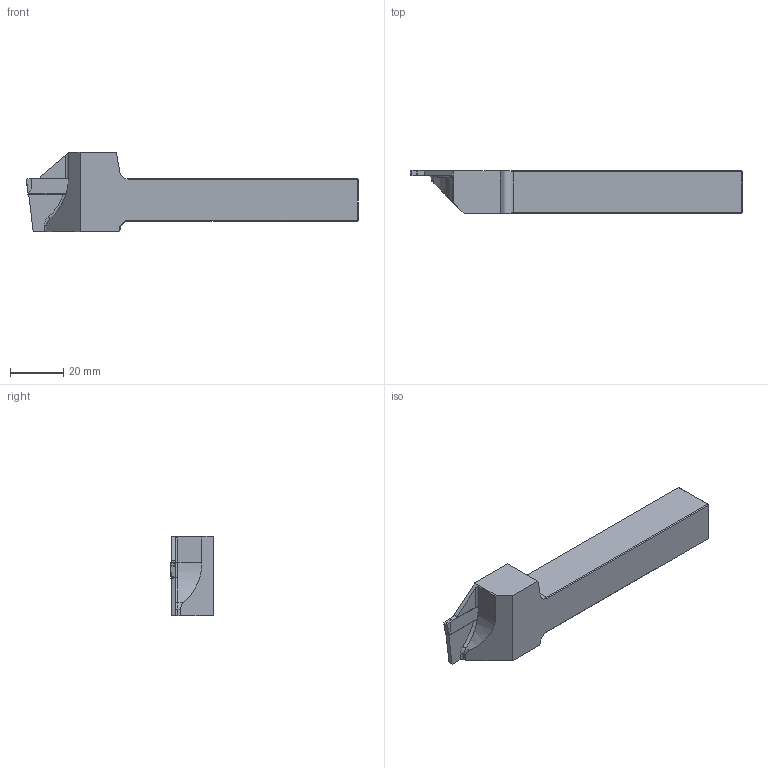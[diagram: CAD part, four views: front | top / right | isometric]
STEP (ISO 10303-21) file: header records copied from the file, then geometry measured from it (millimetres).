
FILE_DESCRIPTION(/* description */ (''),/* implementation_level */ '2;1');
FILE_NAME(/* name */ 'ADKT-I-L-1616-2-T15.stp',/* time_stamp */ '2023-10-18T09:57:31+03:00',/* author */ (''),/* organization */ (''),/* preprocessor_version */ 'ST-DEVELOPER v19.4',/* originating_system */ 'SIEMENS PLM Software NX2306.3001',/* authorisation */ '');
FILE_SCHEMA (('AUTOMOTIVE_DESIGN { 1 0 10303 214 3 1 1 1 }'));
Length unit declared in the file: millimetre
Products named in the file (1): ADKT-I-R-1616-2-T15-light
Bounding box: 124.98 x 16.19 x 30 mm (x, y, z)
Volume: 32977.7 mm3; surface area: 9174 mm2
Topology: 2 solids, 2 shells, 89 faces, 232 edges, 147 vertices
Faces by surface type: plane 65, cylinder 22, torus 2
Entity records: 2732 total; most frequent: CARTESIAN_POINT 493, ORIENTED_EDGE 464, DIRECTION 454, EDGE_CURVE 232, LINE 180, VECTOR 180, VERTEX_POINT 147, AXIS2_PLACEMENT_3D 137
